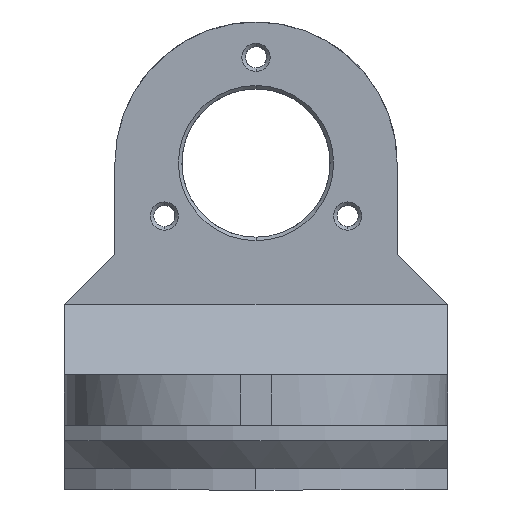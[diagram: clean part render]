
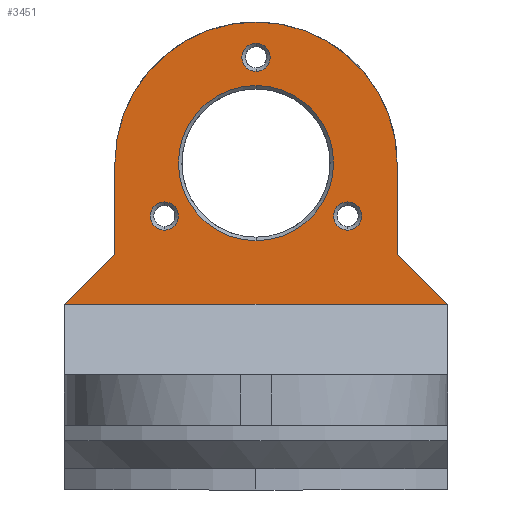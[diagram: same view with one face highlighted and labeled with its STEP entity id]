
A CAD part, left-side view. The second image highlights one B-rep face of the part: STEP entity #3451.
In plain terms, the highlighted planar face has unit normal (-1, 0, 0).
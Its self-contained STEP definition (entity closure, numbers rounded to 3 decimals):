
#44 = DIRECTION ( 'NONE',  ( 1., 0., 0. ) ) ;
#63 = CARTESIAN_POINT ( 'NONE',  ( 108.337, 9.5, 132.775 ) ) ;
#87 = CARTESIAN_POINT ( 'NONE',  ( 108.334, 49.64, 162.275 ) ) ;
#112 = FACE_BOUND ( 'NONE', #2105, .T. ) ;
#141 = CARTESIAN_POINT ( 'NONE',  ( 108.337, 35.48, 134.775 ) ) ;
#191 = EDGE_CURVE ( 'NONE', #3233, #3839, #1402, .T. ) ;
#291 = EDGE_CURVE ( 'NONE', #1235, #4385, #4433, .T. ) ;
#296 = LINE ( 'NONE', #938, #3717 ) ;
#328 = VERTEX_POINT ( 'NONE', #2243 ) ;
#344 = FACE_OUTER_BOUND ( 'NONE', #1086, .T. ) ;
#353 = CARTESIAN_POINT ( 'NONE',  ( 108.337, 35.48, 132.775 ) ) ;
#364 = CARTESIAN_POINT ( 'NONE',  ( 108.337, 9.5, 134.775 ) ) ;
#413 = PLANE ( 'NONE',  #4379 ) ;
#433 = EDGE_LOOP ( 'NONE', ( #4400, #1747 ) ) ;
#483 = CARTESIAN_POINT ( 'NONE',  ( 108.335, 22.49, 157.275 ) ) ;
#502 = ORIENTED_EDGE ( 'NONE', *, *, #3503, .T. ) ;
#527 = CARTESIAN_POINT ( 'NONE',  ( 108.336, 42.49, 142.275 ) ) ;
#586 = ORIENTED_EDGE ( 'NONE', *, *, #1497, .F. ) ;
#599 = DIRECTION ( 'NONE',  ( 1., 0., 0. ) ) ;
#638 = CIRCLE ( 'NONE', #689, 2. ) ;
#689 = AXIS2_PLACEMENT_3D ( 'NONE', #483, #839, #3370 ) ;
#700 = CARTESIAN_POINT ( 'NONE',  ( 108.337, 2.49, 129.375 ) ) ;
#747 = ORIENTED_EDGE ( 'NONE', *, *, #3213, .T. ) ;
#760 = VECTOR ( 'NONE', #2744, 1000. ) ;
#783 = DIRECTION ( 'NONE',  ( 0., 0., 1. ) ) ;
#818 = CARTESIAN_POINT ( 'NONE',  ( 108.338, 49.59, 122.275 ) ) ;
#823 = CARTESIAN_POINT ( 'NONE',  ( 108.338, -4.61, 122.275 ) ) ;
#839 = DIRECTION ( 'NONE',  ( 1., 0., 0. ) ) ;
#847 = CARTESIAN_POINT ( 'NONE',  ( 108.337, 42.49, 129.375 ) ) ;
#848 = FACE_BOUND ( 'NONE', #433, .T. ) ;
#888 = CARTESIAN_POINT ( 'NONE',  ( 108.335, 22.49, 155.275 ) ) ;
#899 = DIRECTION ( 'NONE',  ( 1., 0., 0. ) ) ;
#938 = CARTESIAN_POINT ( 'NONE',  ( 108.337, 2.49, 129.375 ) ) ;
#1017 = AXIS2_PLACEMENT_3D ( 'NONE', #1315, #2760, #4595 ) ;
#1041 = CARTESIAN_POINT ( 'NONE',  ( 108.337, 22.49, 131.275 ) ) ;
#1086 = EDGE_LOOP ( 'NONE', ( #2450, #1485, #4159, #4643, #586, #1753 ) ) ;
#1127 = DIRECTION ( 'NONE',  ( 1., 0., 0. ) ) ;
#1143 = CARTESIAN_POINT ( 'NONE',  ( 108.336, 22.49, 142.275 ) ) ;
#1183 = EDGE_CURVE ( 'NONE', #1808, #2172, #2554, .T. ) ;
#1189 = CARTESIAN_POINT ( 'NONE',  ( 108.336, 22.49, 142.275 ) ) ;
#1235 = VERTEX_POINT ( 'NONE', #1714 ) ;
#1262 = CARTESIAN_POINT ( 'NONE',  ( 108.337, 9.5, 134.775 ) ) ;
#1291 = VERTEX_POINT ( 'NONE', #818 ) ;
#1315 = CARTESIAN_POINT ( 'NONE',  ( 108.337, 35.48, 134.775 ) ) ;
#1324 = DIRECTION ( 'NONE',  ( 0., -0.707, -0.707 ) ) ;
#1326 = FACE_BOUND ( 'NONE', #1492, .T. ) ;
#1402 = CIRCLE ( 'NONE', #3092, 11. ) ;
#1408 = EDGE_CURVE ( 'NONE', #3020, #4385, #1731, .T. ) ;
#1485 = ORIENTED_EDGE ( 'NONE', *, *, #291, .F. ) ;
#1492 = EDGE_LOOP ( 'NONE', ( #2755, #747 ) ) ;
#1497 = EDGE_CURVE ( 'NONE', #1758, #1291, #3442, .T. ) ;
#1515 = DIRECTION ( 'NONE',  ( 1., 0., 0. ) ) ;
#1681 = EDGE_CURVE ( 'NONE', #2172, #1808, #638, .T. ) ;
#1714 = CARTESIAN_POINT ( 'NONE',  ( 108.336, 42.49, 142.275 ) ) ;
#1731 = LINE ( 'NONE', #1794, #3559 ) ;
#1747 = ORIENTED_EDGE ( 'NONE', *, *, #191, .T. ) ;
#1753 = ORIENTED_EDGE ( 'NONE', *, *, #2613, .F. ) ;
#1758 = VERTEX_POINT ( 'NONE', #823 ) ;
#1794 = CARTESIAN_POINT ( 'NONE',  ( 108.337, 2.49, 129.375 ) ) ;
#1795 = DIRECTION ( 'NONE',  ( 0., 0., 1. ) ) ;
#1801 = VERTEX_POINT ( 'NONE', #63 ) ;
#1808 = VERTEX_POINT ( 'NONE', #3757 ) ;
#2008 = DIRECTION ( 'NONE',  ( 1., 0., 0. ) ) ;
#2076 = CIRCLE ( 'NONE', #1017, 2. ) ;
#2105 = EDGE_LOOP ( 'NONE', ( #2791, #502 ) ) ;
#2140 = EDGE_CURVE ( 'NONE', #328, #3096, #2076, .T. ) ;
#2162 = EDGE_LOOP ( 'NONE', ( #4098, #4614 ) ) ;
#2172 = VERTEX_POINT ( 'NONE', #888 ) ;
#2236 = LINE ( 'NONE', #3126, #2764 ) ;
#2243 = CARTESIAN_POINT ( 'NONE',  ( 108.336, 35.48, 136.775 ) ) ;
#2245 = EDGE_CURVE ( 'NONE', #2272, #1801, #2989, .T. ) ;
#2272 = VERTEX_POINT ( 'NONE', #3113 ) ;
#2282 = CARTESIAN_POINT ( 'NONE',  ( 108.335, 22.49, 157.275 ) ) ;
#2288 = FACE_BOUND ( 'NONE', #2162, .T. ) ;
#2446 = CARTESIAN_POINT ( 'NONE',  ( 108.335, 22.49, 153.275 ) ) ;
#2450 = ORIENTED_EDGE ( 'NONE', *, *, #1408, .T. ) ;
#2494 = DIRECTION ( 'NONE',  ( 0., 0., 1. ) ) ;
#2554 = CIRCLE ( 'NONE', #3662, 2. ) ;
#2613 = EDGE_CURVE ( 'NONE', #3020, #1758, #296, .T. ) ;
#2628 = EDGE_CURVE ( 'NONE', #1291, #3603, #2236, .T. ) ;
#2697 = CIRCLE ( 'NONE', #4123, 2. ) ;
#2707 = DIRECTION ( 'NONE',  ( 0., 0., 1. ) ) ;
#2744 = DIRECTION ( 'NONE',  ( 0., 0., -1. ) ) ;
#2755 = ORIENTED_EDGE ( 'NONE', *, *, #2245, .T. ) ;
#2760 = DIRECTION ( 'NONE',  ( 1., 0., 0. ) ) ;
#2764 = VECTOR ( 'NONE', #3157, 1000. ) ;
#2791 = ORIENTED_EDGE ( 'NONE', *, *, #2140, .T. ) ;
#2910 = AXIS2_PLACEMENT_3D ( 'NONE', #364, #3613, #1795 ) ;
#2989 = CIRCLE ( 'NONE', #3967, 2. ) ;
#2999 = AXIS2_PLACEMENT_3D ( 'NONE', #3666, #44, #4757 ) ;
#3020 = VERTEX_POINT ( 'NONE', #700 ) ;
#3092 = AXIS2_PLACEMENT_3D ( 'NONE', #1189, #1127, #4052 ) ;
#3096 = VERTEX_POINT ( 'NONE', #353 ) ;
#3113 = CARTESIAN_POINT ( 'NONE',  ( 108.336, 9.5, 136.775 ) ) ;
#3126 = CARTESIAN_POINT ( 'NONE',  ( 108.338, 49.59, 122.275 ) ) ;
#3157 = DIRECTION ( 'NONE',  ( 0., -0.707, 0.707 ) ) ;
#3176 = DIRECTION ( 'NONE',  ( 0., 0., 1. ) ) ;
#3213 = EDGE_CURVE ( 'NONE', #1801, #2272, #4525, .T. ) ;
#3233 = VERTEX_POINT ( 'NONE', #1041 ) ;
#3370 = DIRECTION ( 'NONE',  ( 0., 0., 1. ) ) ;
#3428 = CARTESIAN_POINT ( 'NONE',  ( 108.338, 49.64, 122.275 ) ) ;
#3442 = LINE ( 'NONE', #3428, #3843 ) ;
#3451 = ADVANCED_FACE ( 'NONE', ( #1326, #2288, #848, #112, #344 ), #413, .T. ) ;
#3474 = EDGE_CURVE ( 'NONE', #3839, #3233, #3661, .T. ) ;
#3503 = EDGE_CURVE ( 'NONE', #3096, #328, #2697, .T. ) ;
#3559 = VECTOR ( 'NONE', #2494, 1000. ) ;
#3603 = VERTEX_POINT ( 'NONE', #847 ) ;
#3613 = DIRECTION ( 'NONE',  ( 1., 0., 0. ) ) ;
#3661 = CIRCLE ( 'NONE', #4530, 11. ) ;
#3662 = AXIS2_PLACEMENT_3D ( 'NONE', #2282, #599, #3176 ) ;
#3666 = CARTESIAN_POINT ( 'NONE',  ( 108.336, 22.49, 142.275 ) ) ;
#3717 = VECTOR ( 'NONE', #1324, 1000. ) ;
#3746 = DIRECTION ( 'NONE',  ( -1., 0., 0. ) ) ;
#3757 = CARTESIAN_POINT ( 'NONE',  ( 108.335, 22.49, 159.275 ) ) ;
#3839 = VERTEX_POINT ( 'NONE', #2446 ) ;
#3843 = VECTOR ( 'NONE', #3844, 1000. ) ;
#3844 = DIRECTION ( 'NONE',  ( 0., 1., 0. ) ) ;
#3893 = CARTESIAN_POINT ( 'NONE',  ( 108.336, 2.49, 142.275 ) ) ;
#3967 = AXIS2_PLACEMENT_3D ( 'NONE', #1262, #2008, #4563 ) ;
#4052 = DIRECTION ( 'NONE',  ( 0., 0., 1. ) ) ;
#4069 = DIRECTION ( 'NONE',  ( 0., 0., 1. ) ) ;
#4098 = ORIENTED_EDGE ( 'NONE', *, *, #1183, .T. ) ;
#4123 = AXIS2_PLACEMENT_3D ( 'NONE', #141, #899, #2707 ) ;
#4159 = ORIENTED_EDGE ( 'NONE', *, *, #4251, .T. ) ;
#4212 = LINE ( 'NONE', #527, #760 ) ;
#4251 = EDGE_CURVE ( 'NONE', #1235, #3603, #4212, .T. ) ;
#4379 = AXIS2_PLACEMENT_3D ( 'NONE', #87, #3746, #783 ) ;
#4385 = VERTEX_POINT ( 'NONE', #3893 ) ;
#4400 = ORIENTED_EDGE ( 'NONE', *, *, #3474, .T. ) ;
#4433 = CIRCLE ( 'NONE', #2999, 20. ) ;
#4525 = CIRCLE ( 'NONE', #2910, 2. ) ;
#4530 = AXIS2_PLACEMENT_3D ( 'NONE', #1143, #1515, #4069 ) ;
#4563 = DIRECTION ( 'NONE',  ( 0., 0., 1. ) ) ;
#4595 = DIRECTION ( 'NONE',  ( 0., 0., 1. ) ) ;
#4614 = ORIENTED_EDGE ( 'NONE', *, *, #1681, .T. ) ;
#4643 = ORIENTED_EDGE ( 'NONE', *, *, #2628, .F. ) ;
#4757 = DIRECTION ( 'NONE',  ( 0., 0., -1. ) ) ;
